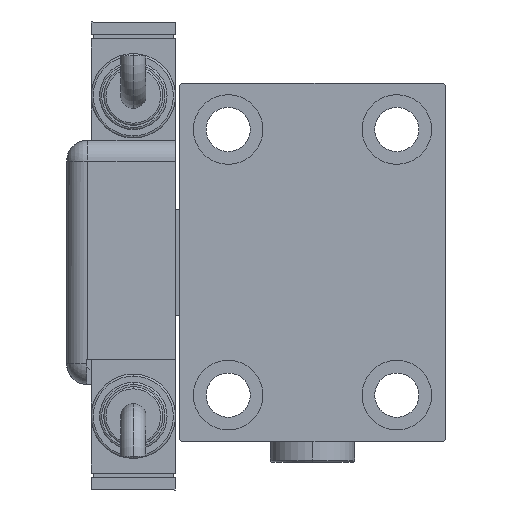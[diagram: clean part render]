
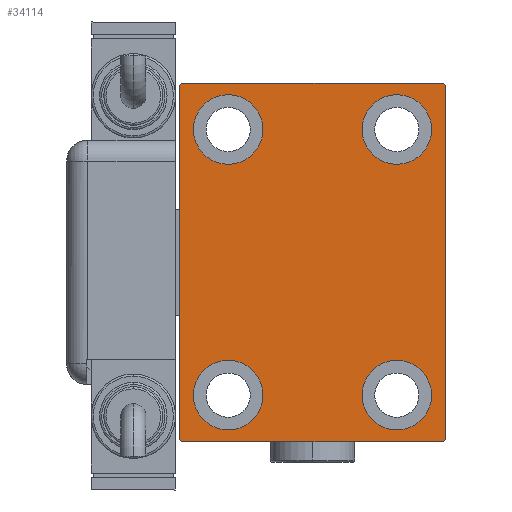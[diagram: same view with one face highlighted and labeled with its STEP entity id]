
A CAD part, left-side view. The second image highlights one B-rep face of the part: STEP entity #34114.
In plain terms, the highlighted face is planar.
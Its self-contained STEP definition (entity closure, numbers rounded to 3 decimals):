
#478 = ORIENTED_EDGE ( 'NONE', *, *, #62065, .T. ) ;
#901 = CARTESIAN_POINT ( 'NONE',  ( 143., -20., 39.75 ) ) ;
#1588 = ORIENTED_EDGE ( 'NONE', *, *, #49489, .T. ) ;
#1915 = CARTESIAN_POINT ( 'NONE',  ( 143., -20., -39.75 ) ) ;
#2332 = DIRECTION ( 'NONE',  ( 0., -0.707, 0.707 ) ) ;
#3072 = CARTESIAN_POINT ( 'NONE',  ( 143., -20., -31.5 ) ) ;
#3372 = VERTEX_POINT ( 'NONE', #64326 ) ;
#3800 = DIRECTION ( 'NONE',  ( 0., 0., 1. ) ) ;
#4042 = AXIS2_PLACEMENT_3D ( 'NONE', #15542, #45168, #39949 ) ;
#4132 = DIRECTION ( 'NONE',  ( -1., 0., 0. ) ) ;
#4364 = VERTEX_POINT ( 'NONE', #901 ) ;
#5576 = EDGE_CURVE ( 'NONE', #29622, #28568, #30576, .T. ) ;
#5582 = AXIS2_PLACEMENT_3D ( 'NONE', #10670, #15249, #25654 ) ;
#5892 = EDGE_CURVE ( 'NONE', #40258, #33858, #59700, .T. ) ;
#7204 = VERTEX_POINT ( 'NONE', #49418 ) ;
#7338 = ORIENTED_EDGE ( 'NONE', *, *, #15830, .T. ) ;
#7502 = CIRCLE ( 'NONE', #55347, 8.25 ) ;
#7726 = DIRECTION ( 'NONE',  ( 0., 0.707, 0.707 ) ) ;
#8044 = EDGE_CURVE ( 'NONE', #3372, #43957, #32269, .T. ) ;
#9102 = CARTESIAN_POINT ( 'NONE',  ( 143., -31.5, -42. ) ) ;
#9335 = EDGE_LOOP ( 'NONE', ( #11902, #25384 ) ) ;
#9506 = VECTOR ( 'NONE', #3800, 1000. ) ;
#9551 = EDGE_CURVE ( 'NONE', #32636, #16105, #11262, .T. ) ;
#10670 = CARTESIAN_POINT ( 'NONE',  ( 143., 20., -31.5 ) ) ;
#10794 = CARTESIAN_POINT ( 'NONE',  ( 143., 31., -42.5 ) ) ;
#10943 = DIRECTION ( 'NONE',  ( 0., 0.707, -0.707 ) ) ;
#10966 = VERTEX_POINT ( 'NONE', #10794 ) ;
#11262 = LINE ( 'NONE', #16787, #55682 ) ;
#11417 = CARTESIAN_POINT ( 'NONE',  ( 143., -31.5, -42.5 ) ) ;
#11603 = ORIENTED_EDGE ( 'NONE', *, *, #39677, .T. ) ;
#11902 = ORIENTED_EDGE ( 'NONE', *, *, #40804, .T. ) ;
#11926 = CIRCLE ( 'NONE', #20252, 8.25 ) ;
#12169 = CARTESIAN_POINT ( 'NONE',  ( 143., 31.5, 42.5 ) ) ;
#12572 = VERTEX_POINT ( 'NONE', #26905 ) ;
#12759 = CARTESIAN_POINT ( 'NONE',  ( 143., 36.75, 36.75 ) ) ;
#13160 = DIRECTION ( 'NONE',  ( -1., 0., 0. ) ) ;
#13605 = CARTESIAN_POINT ( 'NONE',  ( 143., -20., -31.5 ) ) ;
#14196 = ORIENTED_EDGE ( 'NONE', *, *, #33885, .T. ) ;
#15176 = CARTESIAN_POINT ( 'NONE',  ( 143., -31.5, 42.5 ) ) ;
#15249 = DIRECTION ( 'NONE',  ( -1., 0., 0. ) ) ;
#15542 = CARTESIAN_POINT ( 'NONE',  ( 143., 0., 0. ) ) ;
#15830 = EDGE_CURVE ( 'NONE', #28568, #29622, #7502, .T. ) ;
#16036 = AXIS2_PLACEMENT_3D ( 'NONE', #3072, #22955, #42806 ) ;
#16105 = VERTEX_POINT ( 'NONE', #45379 ) ;
#16309 = LINE ( 'NONE', #11417, #26875 ) ;
#16458 = DIRECTION ( 'NONE',  ( 0., 0., 1. ) ) ;
#16787 = CARTESIAN_POINT ( 'NONE',  ( 143., -36.75, -36.75 ) ) ;
#17462 = VERTEX_POINT ( 'NONE', #51248 ) ;
#18770 = ORIENTED_EDGE ( 'NONE', *, *, #33495, .T. ) ;
#18811 = ORIENTED_EDGE ( 'NONE', *, *, #8044, .T. ) ;
#18948 = CIRCLE ( 'NONE', #55345, 8.25 ) ;
#19747 = DIRECTION ( 'NONE',  ( 0., 0., 1. ) ) ;
#20252 = AXIS2_PLACEMENT_3D ( 'NONE', #53588, #52312, #48059 ) ;
#21550 = CIRCLE ( 'NONE', #42362, 8.25 ) ;
#22955 = DIRECTION ( 'NONE',  ( -1., 0., 0. ) ) ;
#24220 = CARTESIAN_POINT ( 'NONE',  ( 143., 31., 42.5 ) ) ;
#25384 = ORIENTED_EDGE ( 'NONE', *, *, #5892, .T. ) ;
#25654 = DIRECTION ( 'NONE',  ( 0., 0., 1. ) ) ;
#26535 = EDGE_LOOP ( 'NONE', ( #18770, #14196, #61531, #54034, #478, #11603, #59933, #18811 ) ) ;
#26875 = VECTOR ( 'NONE', #31261, 1000. ) ;
#26905 = CARTESIAN_POINT ( 'NONE',  ( 143., 31.5, -42. ) ) ;
#27061 = VERTEX_POINT ( 'NONE', #58098 ) ;
#28547 = CARTESIAN_POINT ( 'NONE',  ( 143., 31.5, -42.5 ) ) ;
#28568 = VERTEX_POINT ( 'NONE', #58914 ) ;
#28576 = VERTEX_POINT ( 'NONE', #34450 ) ;
#28908 = VERTEX_POINT ( 'NONE', #42084 ) ;
#29009 = VECTOR ( 'NONE', #38669, 1000. ) ;
#29622 = VERTEX_POINT ( 'NONE', #57773 ) ;
#29638 = EDGE_CURVE ( 'NONE', #17462, #28908, #21550, .T. ) ;
#30576 = CIRCLE ( 'NONE', #43092, 8.25 ) ;
#30600 = VECTOR ( 'NONE', #33161, 1000. ) ;
#30717 = CARTESIAN_POINT ( 'NONE',  ( 143., -20., -23.25 ) ) ;
#31261 = DIRECTION ( 'NONE',  ( 0., 1., 0. ) ) ;
#31512 = LINE ( 'NONE', #51720, #50139 ) ;
#32269 = LINE ( 'NONE', #12759, #56670 ) ;
#32636 = VERTEX_POINT ( 'NONE', #9102 ) ;
#32986 = DIRECTION ( 'NONE',  ( 0., 0., 1. ) ) ;
#33161 = DIRECTION ( 'NONE',  ( 0., 0., -1. ) ) ;
#33495 = EDGE_CURVE ( 'NONE', #43957, #7204, #62001, .T. ) ;
#33858 = VERTEX_POINT ( 'NONE', #1915 ) ;
#33885 = EDGE_CURVE ( 'NONE', #7204, #28576, #62483, .T. ) ;
#34056 = LINE ( 'NONE', #28547, #9506 ) ;
#34114 = ADVANCED_FACE ( 'NONE', ( #58874, #39301, #59522, #49401, #35377 ), #64387, .T. ) ;
#34450 = CARTESIAN_POINT ( 'NONE',  ( 143., -31.5, 42. ) ) ;
#35377 = FACE_OUTER_BOUND ( 'NONE', #26535, .T. ) ;
#35707 = CIRCLE ( 'NONE', #5582, 8.25 ) ;
#35980 = CARTESIAN_POINT ( 'NONE',  ( 143., -20., 31.5 ) ) ;
#37335 = VECTOR ( 'NONE', #47324, 1000. ) ;
#38669 = DIRECTION ( 'NONE',  ( 0., -0.707, -0.707 ) ) ;
#38860 = EDGE_CURVE ( 'NONE', #12572, #3372, #34056, .T. ) ;
#39301 = FACE_BOUND ( 'NONE', #44049, .T. ) ;
#39677 = EDGE_CURVE ( 'NONE', #10966, #12572, #31512, .T. ) ;
#39949 = DIRECTION ( 'NONE',  ( 0., 0., -1. ) ) ;
#40258 = VERTEX_POINT ( 'NONE', #30717 ) ;
#40295 = ORIENTED_EDGE ( 'NONE', *, *, #43820, .T. ) ;
#40804 = EDGE_CURVE ( 'NONE', #33858, #40258, #44835, .T. ) ;
#42084 = CARTESIAN_POINT ( 'NONE',  ( 143., 20., -39.75 ) ) ;
#42362 = AXIS2_PLACEMENT_3D ( 'NONE', #42450, #13160, #32986 ) ;
#42450 = CARTESIAN_POINT ( 'NONE',  ( 143., 20., -31.5 ) ) ;
#42806 = DIRECTION ( 'NONE',  ( 0., 0., 1. ) ) ;
#43092 = AXIS2_PLACEMENT_3D ( 'NONE', #58511, #50003, #19747 ) ;
#43820 = EDGE_CURVE ( 'NONE', #4364, #27061, #18948, .T. ) ;
#43957 = VERTEX_POINT ( 'NONE', #24220 ) ;
#44049 = EDGE_LOOP ( 'NONE', ( #1588, #40295 ) ) ;
#44835 = CIRCLE ( 'NONE', #57313, 8.25 ) ;
#45168 = DIRECTION ( 'NONE',  ( 1., 0., 0. ) ) ;
#45379 = CARTESIAN_POINT ( 'NONE',  ( 143., -31., -42.5 ) ) ;
#46733 = DIRECTION ( 'NONE',  ( -1., 0., 0. ) ) ;
#47264 = EDGE_CURVE ( 'NONE', #28908, #17462, #35707, .T. ) ;
#47324 = DIRECTION ( 'NONE',  ( 0., -1., 0. ) ) ;
#48059 = DIRECTION ( 'NONE',  ( 0., 0., 1. ) ) ;
#48396 = EDGE_CURVE ( 'NONE', #28576, #32636, #60115, .T. ) ;
#49401 = FACE_BOUND ( 'NONE', #62405, .T. ) ;
#49418 = CARTESIAN_POINT ( 'NONE',  ( 143., -31., 42.5 ) ) ;
#49489 = EDGE_CURVE ( 'NONE', #27061, #4364, #11926, .T. ) ;
#50003 = DIRECTION ( 'NONE',  ( -1., 0., 0. ) ) ;
#50139 = VECTOR ( 'NONE', #7726, 1000. ) ;
#51248 = CARTESIAN_POINT ( 'NONE',  ( 143., 20., -23.25 ) ) ;
#51720 = CARTESIAN_POINT ( 'NONE',  ( 143., 36.75, -36.75 ) ) ;
#52268 = DIRECTION ( 'NONE',  ( 0., 0., 1. ) ) ;
#52312 = DIRECTION ( 'NONE',  ( -1., 0., 0. ) ) ;
#53031 = ORIENTED_EDGE ( 'NONE', *, *, #29638, .T. ) ;
#53588 = CARTESIAN_POINT ( 'NONE',  ( 143., -20., 31.5 ) ) ;
#53953 = DIRECTION ( 'NONE',  ( 0., 0., 1. ) ) ;
#54034 = ORIENTED_EDGE ( 'NONE', *, *, #9551, .T. ) ;
#55345 = AXIS2_PLACEMENT_3D ( 'NONE', #35980, #61076, #16458 ) ;
#55347 = AXIS2_PLACEMENT_3D ( 'NONE', #57164, #46733, #52268 ) ;
#55682 = VECTOR ( 'NONE', #10943, 1000. ) ;
#56670 = VECTOR ( 'NONE', #2332, 1000. ) ;
#57164 = CARTESIAN_POINT ( 'NONE',  ( 143., 20., 31.5 ) ) ;
#57313 = AXIS2_PLACEMENT_3D ( 'NONE', #13605, #4132, #53953 ) ;
#57600 = CARTESIAN_POINT ( 'NONE',  ( 143., -36.75, 36.75 ) ) ;
#57773 = CARTESIAN_POINT ( 'NONE',  ( 143., 20., 23.25 ) ) ;
#58098 = CARTESIAN_POINT ( 'NONE',  ( 143., -20., 23.25 ) ) ;
#58511 = CARTESIAN_POINT ( 'NONE',  ( 143., 20., 31.5 ) ) ;
#58874 = FACE_BOUND ( 'NONE', #9335, .T. ) ;
#58914 = CARTESIAN_POINT ( 'NONE',  ( 143., 20., 39.75 ) ) ;
#59522 = FACE_BOUND ( 'NONE', #60346, .T. ) ;
#59700 = CIRCLE ( 'NONE', #16036, 8.25 ) ;
#59933 = ORIENTED_EDGE ( 'NONE', *, *, #38860, .T. ) ;
#60115 = LINE ( 'NONE', #15176, #30600 ) ;
#60346 = EDGE_LOOP ( 'NONE', ( #64391, #7338 ) ) ;
#61076 = DIRECTION ( 'NONE',  ( -1., 0., 0. ) ) ;
#61531 = ORIENTED_EDGE ( 'NONE', *, *, #48396, .T. ) ;
#62001 = LINE ( 'NONE', #12169, #37335 ) ;
#62065 = EDGE_CURVE ( 'NONE', #16105, #10966, #16309, .T. ) ;
#62292 = ORIENTED_EDGE ( 'NONE', *, *, #47264, .T. ) ;
#62405 = EDGE_LOOP ( 'NONE', ( #62292, #53031 ) ) ;
#62483 = LINE ( 'NONE', #57600, #29009 ) ;
#64326 = CARTESIAN_POINT ( 'NONE',  ( 143., 31.5, 42. ) ) ;
#64387 = PLANE ( 'NONE',  #4042 ) ;
#64391 = ORIENTED_EDGE ( 'NONE', *, *, #5576, .T. ) ;
